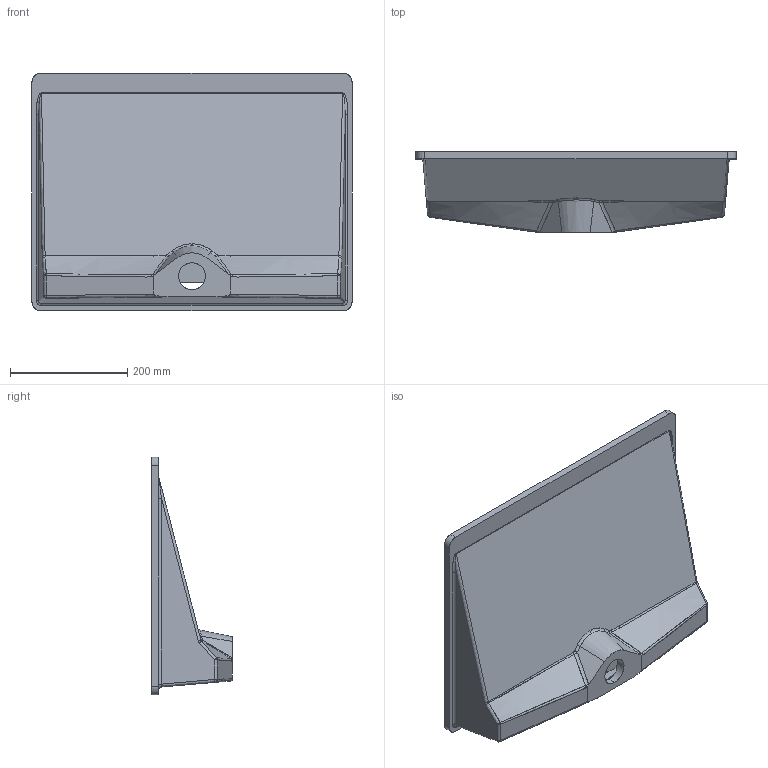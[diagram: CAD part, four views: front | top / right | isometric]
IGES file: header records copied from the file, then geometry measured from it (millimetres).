
Start section: SolidWorks IGES file using analytic representation for surfaces
Global section: file name: TRI50.IGS; native system: SolidWorks 2020; preprocessor: SolidWorks 2020; author: thibaut.schmitt; date: 220114.174638; units: millimetre
Bounding box: 545 x 137 x 405 mm (x, y, z)
Surface area: 657826.6 mm2 (no closed solid volume)
Topology: 0 solids, 0 shells, 95 faces, 1093 edges, 1091 vertices
Faces by surface type: bspline 51, revolution 44
